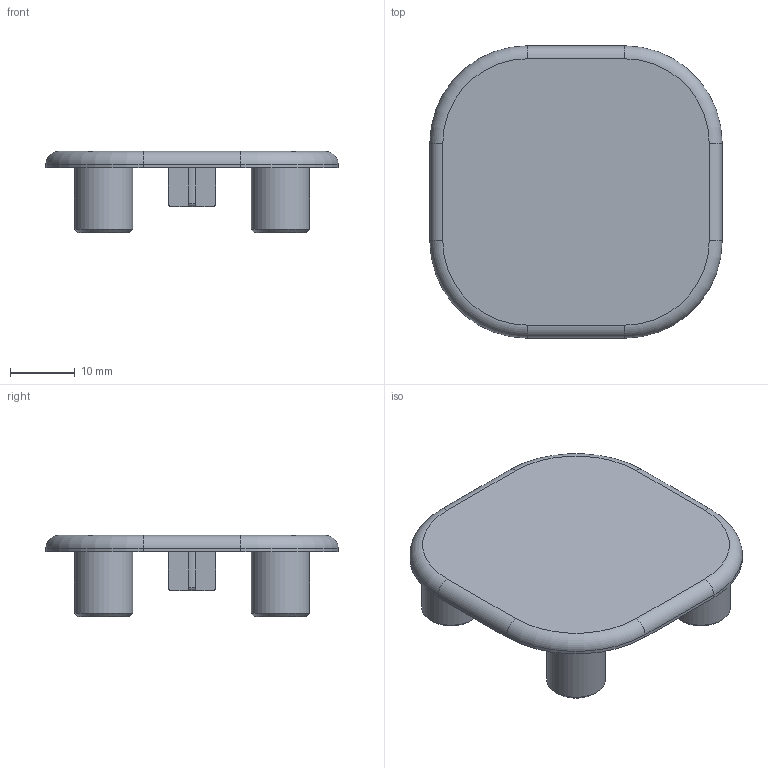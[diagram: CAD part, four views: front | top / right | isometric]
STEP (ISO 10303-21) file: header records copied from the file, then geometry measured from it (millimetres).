
FILE_DESCRIPTION(/* description */ (''),/* implementation_level */ '2;1');
FILE_NAME(/* name */ '60-290-2.step',/* time_stamp */ '2022-09-28T15:48:21-04:00',/* author */ (''),/* organization */ (''),/* preprocessor_version */ 'ST-DEVELOPER v19',/* originating_system */ 'Autodesk Translation Framework v11.7.0.108',/* authorisation */ '');
FILE_SCHEMA (('AUTOMOTIVE_DESIGN { 1 0 10303 214 3 1 1 }'));
Length unit declared in the file: millimetre
Products named in the file (2): wORKING; 60-290-0
Assembly tree (1 placements, depth 2):
  wORKING
    60-290-0
Bounding box: 45 x 45 x 12.5 mm (x, y, z)
Volume: 5309.3 mm3; surface area: 6125.6 mm2
Topology: 1 solids, 1 shells, 55 faces, 120 edges, 76 vertices
Faces by surface type: plane 23, cylinder 20, torus 8, cone 4
Full cylindrical faces by diameter (mm): 7.5 x4, 9 x4
Entity records: 1635 total; most frequent: CARTESIAN_POINT 327, DIRECTION 282, ORIENTED_EDGE 240, EDGE_CURVE 120, AXIS2_PLACEMENT_3D 111, VERTEX_POINT 76, EDGE_LOOP 64, LINE 60
